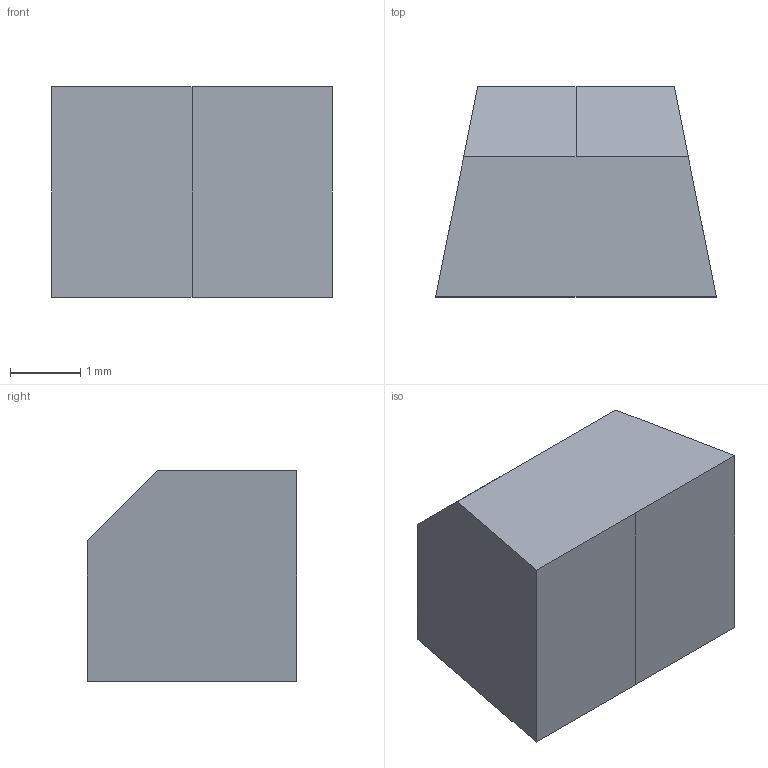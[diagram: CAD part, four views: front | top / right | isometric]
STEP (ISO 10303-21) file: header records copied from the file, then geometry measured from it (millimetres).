
FILE_DESCRIPTION(('Open CASCADE Model'),'2;1');
FILE_NAME('Open CASCADE Shape Model','2020-12-17T20:07:06',('Author'),( 'Open CASCADE'),'Open CASCADE STEP processor 7.3','Open CASCADE 7.3' ,'Unknown');
FILE_SCHEMA(('AUTOMOTIVE_DESIGN { 1 0 10303 214 1 1 1 1 }'));
Length unit declared in the file: millimetre
Products named in the file (71): Open CASCADE STEP translator 7.3 1; Open CASCADE STEP translator 7.3 1.1; Open CASCADE STEP translator 7.3 1.2; Open CASCADE STEP translator 7.3 1.3; Open CASCADE STEP translator 7.3 1.4; Open CASCADE STEP translator 7.3 1.5; Open CASCADE STEP translator 7.3 1.6; Open CASCADE STEP translator 7.3 1.7; Open CASCADE STEP translator 7.3 1.8; Open CASCADE STEP translator 7.3 1.9; Open CASCADE STEP translator 7.3 1.10; Open CASCADE STEP translator 7.3 1.11; Open CASCADE STEP translator 7.3 1.12; Open CASCADE STEP translator 7.3 1.13; Open CASCADE STEP translator 7.3 1.14; Open CASCADE STEP translator 7.3 1.16; Open CASCADE STEP translator 7.3 1.18; Open CASCADE STEP translator 7.3 1.19; Open CASCADE STEP translator 7.3 1.20; Open CASCADE STEP translator 7.3 1.21; Open CASCADE STEP translator 7.3 1.22; Open CASCADE STEP translator 7.3 1.23; Open CASCADE STEP translator 7.3 1.24; Open CASCADE STEP translator 7.3 1.25; Open CASCADE STEP translator 7.3 1.26; Open CASCADE STEP translator 7.3 1.27; Open CASCADE STEP translator 7.3 1.28; Open CASCADE STEP translator 7.3 1.29; Open CASCADE STEP translator 7.3 1.30; Open CASCADE STEP translator 7.3 1.31; Open CASCADE STEP translator 7.3 1.32; Open CASCADE STEP translator 7.3 1.33; Open CASCADE STEP translator 7.3 1.34; Open CASCADE STEP translator 7.3 1.35; Open CASCADE STEP translator 7.3 1.36; Open CASCADE STEP translator 7.3 1.37; Open CASCADE STEP translator 7.3 1.38; Open CASCADE STEP translator 7.3 1.39; Open CASCADE STEP translator 7.3 1.40; Open CASCADE STEP translator 7.3 1.41 ...
Assembly tree (72 placements, depth 2):
  Open CASCADE STEP translator 7.3 1
    Open CASCADE STEP translator 7.3 1.1
    Open CASCADE STEP translator 7.3 1.2
    Open CASCADE STEP translator 7.3 1.3
    Open CASCADE STEP translator 7.3 1.4
    Open CASCADE STEP translator 7.3 1.5
    Open CASCADE STEP translator 7.3 1.6
    Open CASCADE STEP translator 7.3 1.7
    Open CASCADE STEP translator 7.3 1.8
    Open CASCADE STEP translator 7.3 1.9
    Open CASCADE STEP translator 7.3 1.10
    Open CASCADE STEP translator 7.3 1.11  x2
    Open CASCADE STEP translator 7.3 1.12
    Open CASCADE STEP translator 7.3 1.13
    Open CASCADE STEP translator 7.3 1.14  x2
    Open CASCADE STEP translator 7.3 1.16
    Open CASCADE STEP translator 7.3 1.18
    Open CASCADE STEP translator 7.3 1.19
    Open CASCADE STEP translator 7.3 1.20
    Open CASCADE STEP translator 7.3 1.21
    Open CASCADE STEP translator 7.3 1.22
    Open CASCADE STEP translator 7.3 1.23
    Open CASCADE STEP translator 7.3 1.24
    Open CASCADE STEP translator 7.3 1.25
    Open CASCADE STEP translator 7.3 1.26
    Open CASCADE STEP translator 7.3 1.27
    Open CASCADE STEP translator 7.3 1.28
    Open CASCADE STEP translator 7.3 1.29
    Open CASCADE STEP translator 7.3 1.30
    Open CASCADE STEP translator 7.3 1.31
    Open CASCADE STEP translator 7.3 1.32
    Open CASCADE STEP translator 7.3 1.33
    Open CASCADE STEP translator 7.3 1.34
    Open CASCADE STEP translator 7.3 1.35
    Open CASCADE STEP translator 7.3 1.36
    Open CASCADE STEP translator 7.3 1.37
    Open CASCADE STEP translator 7.3 1.38
    Open CASCADE STEP translator 7.3 1.39
    Open CASCADE STEP translator 7.3 1.40
    Open CASCADE STEP translator 7.3 1.41
    Open CASCADE STEP translator 7.3 1.42
    Open CASCADE STEP translator 7.3 1.43
    Open CASCADE STEP translator 7.3 1.44
    Open CASCADE STEP translator 7.3 1.45
    Open CASCADE STEP translator 7.3 1.46
    Open CASCADE STEP translator 7.3 1.47
    Open CASCADE STEP translator 7.3 1.48
    Open CASCADE STEP translator 7.3 1.49
    Open CASCADE STEP translator 7.3 1.50
    Open CASCADE STEP translator 7.3 1.51
    Open CASCADE STEP translator 7.3 1.52
    Open CASCADE STEP translator 7.3 1.53
    Open CASCADE STEP translator 7.3 1.54
    Open CASCADE STEP translator 7.3 1.55
    Open CASCADE STEP translator 7.3 1.56
    Open CASCADE STEP translator 7.3 1.57
    Open CASCADE STEP translator 7.3 1.58
    Open CASCADE STEP translator 7.3 1.59
    Open CASCADE STEP translator 7.3 1.60
    Open CASCADE STEP translator 7.3 1.61
Bounding box: 4 x 2.99 x 3 mm (x, y, z)
Volume: 31.1 mm3; surface area: 205.4 mm2
Topology: 2 solids, 20 shells, 48 faces, 245 edges, 349 vertices
Faces by surface type: plane 48
Entity records: 5046 total; most frequent: CARTESIAN_POINT 925, DIRECTION 689, LINE 447, VECTOR 447, ORIENTED_EDGE 210, PCURVE 210, DEFINITIONAL_REPRESENTATION 210, PRODUCT_DEFINITION_SHAPE 143
